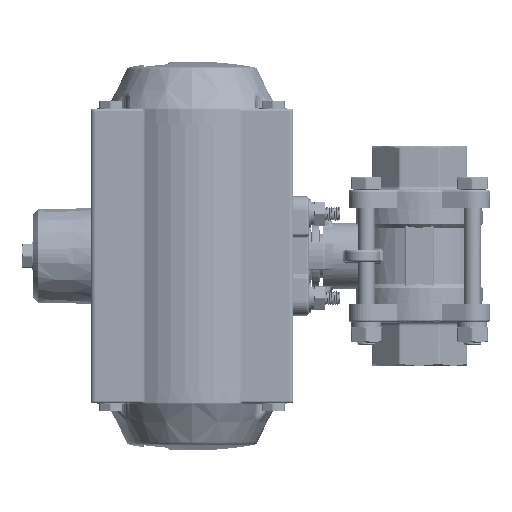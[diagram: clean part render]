
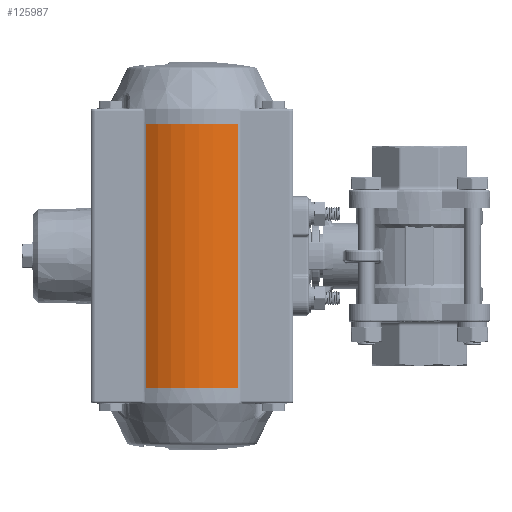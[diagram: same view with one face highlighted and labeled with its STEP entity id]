
A CAD part, left-side view. The second image highlights one B-rep face of the part: STEP entity #125987.
In plain terms, the highlighted cylindrical face has radius 36 mm (diameter 72 mm), a partial arc.
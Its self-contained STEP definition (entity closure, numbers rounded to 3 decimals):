
#15433 = EDGE_LOOP ( 'NONE', ( #251191, #229488, #300002, #188619 ) ) ;
#51468 = AXIS2_PLACEMENT_3D ( 'NONE', #447213, #219410, #485386 ) ;
#62478 = AXIS2_PLACEMENT_3D ( 'NONE', #439485, #211695, #477763 ) ;
#68113 = DIRECTION ( 'NONE',  ( 0., 0., -1. ) ) ;
#76861 = VECTOR ( 'NONE', #430672, 1000. ) ;
#92556 = EDGE_CURVE ( 'NONE', #190088, #182027, #338191, .T. ) ;
#97204 = FACE_OUTER_BOUND ( 'NONE', #15433, .T. ) ;
#102997 = CYLINDRICAL_SURFACE ( 'NONE', #268312, 36. ) ;
#104661 = VERTEX_POINT ( 'NONE', #152900 ) ;
#110803 = EDGE_CURVE ( 'NONE', #182027, #279529, #224959, .T. ) ;
#125987 = ADVANCED_FACE ( 'NONE', ( #97204 ), #102997, .T. ) ;
#141479 = EDGE_CURVE ( 'NONE', #279529, #104661, #469547, .T. ) ;
#152900 = CARTESIAN_POINT ( 'NONE',  ( -30.316, 75.835, 55.4 ) ) ;
#182027 = VERTEX_POINT ( 'NONE', #310308 ) ;
#184002 = DIRECTION ( 'NONE',  ( 1., 0., 0. ) ) ;
#188619 = ORIENTED_EDGE ( 'NONE', *, *, #141479, .T. ) ;
#190088 = VERTEX_POINT ( 'NONE', #361768 ) ;
#211695 = DIRECTION ( 'NONE',  ( 0., 0., 1. ) ) ;
#219410 = DIRECTION ( 'NONE',  ( 0., 0., 1. ) ) ;
#220595 = CARTESIAN_POINT ( 'NONE',  ( 0., 95.25, -55.4 ) ) ;
#224959 = CIRCLE ( 'NONE', #62478, 36. ) ;
#229488 = ORIENTED_EDGE ( 'NONE', *, *, #92556, .T. ) ;
#244660 = EDGE_CURVE ( 'NONE', #190088, #104661, #306750, .T. ) ;
#251191 = ORIENTED_EDGE ( 'NONE', *, *, #244660, .F. ) ;
#258803 = DIRECTION ( 'NONE',  ( 0., 0., 1. ) ) ;
#268312 = AXIS2_PLACEMENT_3D ( 'NONE', #220595, #258803, #184002 ) ;
#277686 = CARTESIAN_POINT ( 'NONE',  ( -30.316, 75.835, -55.4 ) ) ;
#279529 = VERTEX_POINT ( 'NONE', #315126 ) ;
#300002 = ORIENTED_EDGE ( 'NONE', *, *, #110803, .T. ) ;
#306750 = CIRCLE ( 'NONE', #51468, 36. ) ;
#310308 = CARTESIAN_POINT ( 'NONE',  ( -30.316, 114.665, -55.4 ) ) ;
#315126 = CARTESIAN_POINT ( 'NONE',  ( -30.316, 75.835, -55.4 ) ) ;
#334117 = CARTESIAN_POINT ( 'NONE',  ( -30.316, 114.665, -55.4 ) ) ;
#338191 = LINE ( 'NONE', #334117, #439388 ) ;
#361768 = CARTESIAN_POINT ( 'NONE',  ( -30.316, 114.665, 55.4 ) ) ;
#430672 = DIRECTION ( 'NONE',  ( 0., 0., 1. ) ) ;
#439388 = VECTOR ( 'NONE', #68113, 1000. ) ;
#439485 = CARTESIAN_POINT ( 'NONE',  ( 0., 95.25, -55.4 ) ) ;
#447213 = CARTESIAN_POINT ( 'NONE',  ( 0., 95.25, 55.4 ) ) ;
#469547 = LINE ( 'NONE', #277686, #76861 ) ;
#477763 = DIRECTION ( 'NONE',  ( 1., 0., 0. ) ) ;
#485386 = DIRECTION ( 'NONE',  ( 1., 0., 0. ) ) ;
